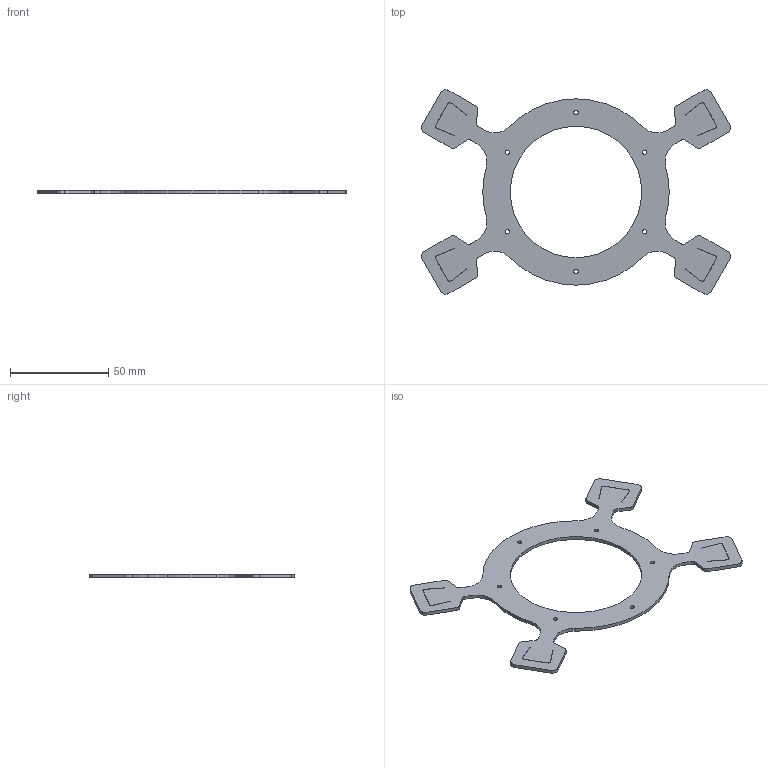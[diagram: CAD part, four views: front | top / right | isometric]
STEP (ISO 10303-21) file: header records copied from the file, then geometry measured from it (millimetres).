
FILE_DESCRIPTION(/* description */ (''),/* implementation_level */ '2;1');
FILE_NAME(/* name */ 'Die Cut Strap Ring v6.step',/* time_stamp */ '2020-03-21T20:33:11-04:00',/* author */ (''),/* organization */ (''),/* preprocessor_version */ 'ST-DEVELOPER v18',/* originating_system */ 'Autodesk Translation Framework v8.12.0.6',/* authorisation */ '');
FILE_SCHEMA (('AUTOMOTIVE_DESIGN { 1 0 10303 214 3 1 1 }'));
Length unit declared in the file: millimetre
Products named in the file (1): Die Cut Strap Ring
Bounding box: 157.47 x 104.36 x 1.75 mm (x, y, z)
Volume: 11050.2 mm3; surface area: 14753.1 mm2
Topology: 1 solids, 1 shells, 121 faces, 359 edges, 240 vertices
Faces by surface type: plane 62, cylinder 59
Full cylindrical faces by diameter (mm): 2.2 x6, 67 x1
Entity records: 4166 total; most frequent: DIRECTION 723, CARTESIAN_POINT 721, ORIENTED_EDGE 718, EDGE_CURVE 359, AXIS2_PLACEMENT_3D 242, VERTEX_POINT 240, LINE 239, VECTOR 239
